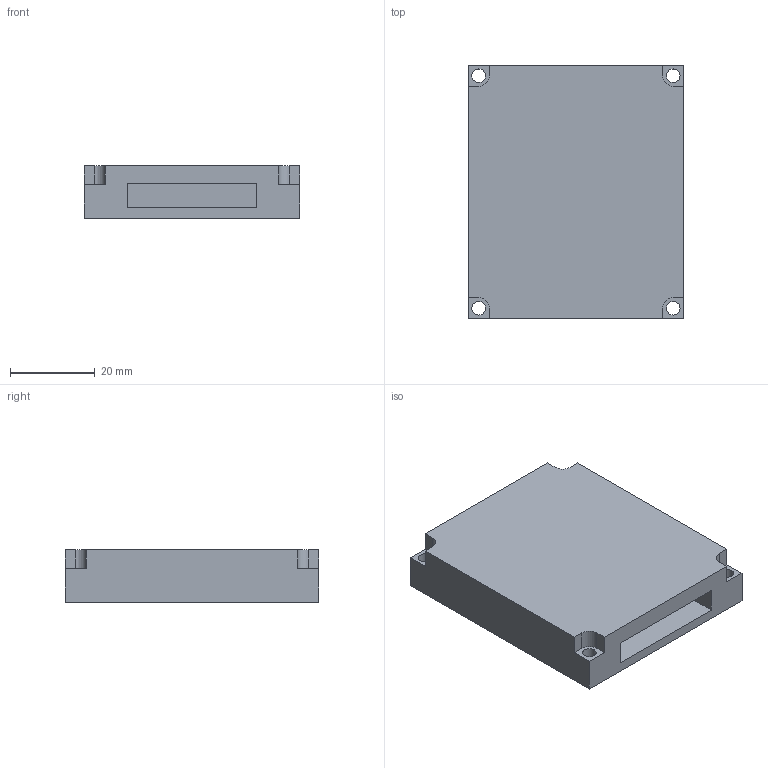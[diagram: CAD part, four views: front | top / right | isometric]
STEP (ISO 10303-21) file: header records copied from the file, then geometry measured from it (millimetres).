
FILE_DESCRIPTION(/* description */ ('Unknown'),/* implementation_level */ '2;1');
FILE_NAME(/* name */ 'M2786001',/* time_stamp */ '2020-03-20T13:10:28-04:00',/* author */ ('Unknown'),/* organization */ ('Unknown'),/* preprocessor_version */ 'ST-DEVELOPER v16.7',/* originating_system */ 'DEX',/* authorisation */ $);
FILE_SCHEMA (('CONFIG_CONTROL_DESIGN'));
Length unit declared in the file: millimetre
Products named in the file (3): M2786001; MAIN BODY; RM272-020-322-2900
Assembly tree (2 placements, depth 2):
  M2786001
    MAIN BODY
    RM272-020-322-2900
Bounding box: 50.8 x 59.69 x 12.45 mm (x, y, z)
Volume: 35746.9 mm3; surface area: 9602.5 mm2
Topology: 1 solids, 1 shells, 31 faces, 88 edges, 60 vertices
Faces by surface type: plane 23, cylinder 8
Full cylindrical faces by diameter (mm): 3.2 x4
Entity records: 1038 total; most frequent: CARTESIAN_POINT 170, DIRECTION 164, ORIENTED_EDGE 160, EDGE_CURVE 80, LINE 64, VECTOR 64, VERTEX_POINT 56, AXIS2_PLACEMENT_3D 50
